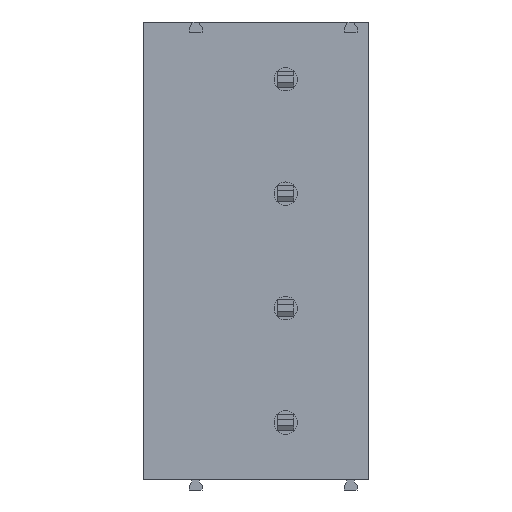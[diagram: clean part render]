
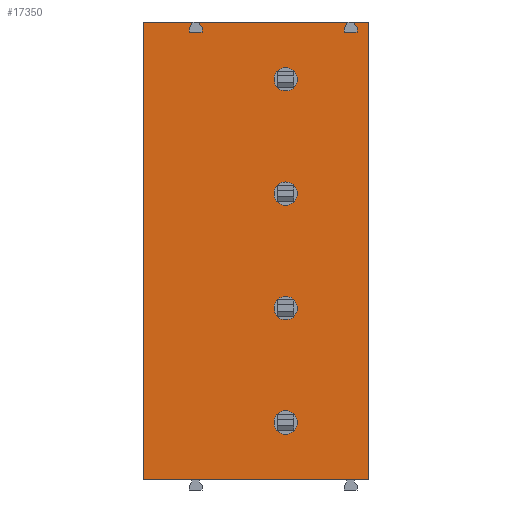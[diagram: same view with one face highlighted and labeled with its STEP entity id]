
A CAD part, front view. The second image highlights one B-rep face of the part: STEP entity #17350.
In plain terms, the highlighted planar face has unit normal (0, -1, 0).
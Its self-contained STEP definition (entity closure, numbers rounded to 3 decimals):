
#10220=CARTESIAN_POINT('',(36.252,29.667,0.));
#10230=VERTEX_POINT('',#10220);
#10380=CARTESIAN_POINT('',(36.252,29.667,25.4));
#10390=VERTEX_POINT('',#10380);
#10420=CARTESIAN_POINT('',(36.252,29.667,0.));
#10430=DIRECTION('',(0.,0.,1.));
#10440=VECTOR('',#10430,1.);
#10450=LINE('',#10420,#10440);
#10460=EDGE_CURVE('',#10230,#10390,#10450,.T.);
#15250=CARTESIAN_POINT('',(40.678,29.667,16.13))
;
#15260=DIRECTION('',(0.,-1.,0.));
#15270=DIRECTION('',(1.,0.,0.));
#15280=AXIS2_PLACEMENT_3D('',#15250,#15260,#15270);
#15290=PLANE('',#15280);
#15300=CARTESIAN_POINT('',(44.152,29.667,15.875));
#15310=DIRECTION('',(0.,-1.,0.));
#15320=DIRECTION('',(1.,0.,0.));
#15330=AXIS2_PLACEMENT_3D('',#15300,#15310,#15320);
#15340=CIRCLE('',#15330,0.65);
#15350=CARTESIAN_POINT('',(44.802,29.667,15.875));
#15360=VERTEX_POINT('',#15350);
#15370=CARTESIAN_POINT('',(43.502,29.667,15.875));
#15380=VERTEX_POINT('',#15370);
#15390=EDGE_CURVE('',#15360,#15380,#15340,.T.);
#15400=ORIENTED_EDGE('',*,*,#15390,.F.);
#15410=EDGE_CURVE('',#15380,#15360,#15340,.T.);
#15420=ORIENTED_EDGE('',*,*,#15410,.F.);
#15430=EDGE_LOOP('',(#15420,#15400));
#15440=FACE_BOUND('',#15430,.T.);
#15450=CARTESIAN_POINT('',(44.152,29.667,22.225));
#15460=DIRECTION('',(0.,-1.,0.));
#15470=DIRECTION('',(1.,0.,0.));
#15480=AXIS2_PLACEMENT_3D('',#15450,#15460,#15470);
#15490=CIRCLE('',#15480,0.65);
#15500=CARTESIAN_POINT('',(44.802,29.667,22.225));
#15510=VERTEX_POINT('',#15500);
#15520=CARTESIAN_POINT('',(43.502,29.667,22.225));
#15530=VERTEX_POINT('',#15520);
#15540=EDGE_CURVE('',#15510,#15530,#15490,.T.);
#15550=ORIENTED_EDGE('',*,*,#15540,.F.);
#15560=EDGE_CURVE('',#15530,#15510,#15490,.T.);
#15570=ORIENTED_EDGE('',*,*,#15560,.F.);
#15580=EDGE_LOOP('',(#15570,#15550));
#15590=FACE_BOUND('',#15580,.T.);
#15600=CARTESIAN_POINT('',(44.152,29.667,3.175));
#15610=DIRECTION('',(0.,-1.,0.));
#15620=DIRECTION('',(1.,0.,0.));
#15630=AXIS2_PLACEMENT_3D('',#15600,#15610,#15620);
#15640=CIRCLE('',#15630,0.65);
#15650=CARTESIAN_POINT('',(44.802,29.667,3.175));
#15660=VERTEX_POINT('',#15650);
#15670=CARTESIAN_POINT('',(43.502,29.667,3.175));
#15680=VERTEX_POINT('',#15670);
#15690=EDGE_CURVE('',#15660,#15680,#15640,.T.);
#15700=ORIENTED_EDGE('',*,*,#15690,.F.);
#15710=EDGE_CURVE('',#15680,#15660,#15640,.T.);
#15720=ORIENTED_EDGE('',*,*,#15710,.F.);
#15730=EDGE_LOOP('',(#15720,#15700));
#15740=FACE_BOUND('',#15730,.T.);
#15750=CARTESIAN_POINT('',(44.152,29.667,9.525));
#15760=DIRECTION('',(0.,-1.,0.));
#15770=DIRECTION('',(1.,0.,0.));
#15780=AXIS2_PLACEMENT_3D('',#15750,#15760,#15770);
#15790=CIRCLE('',#15780,0.65);
#15800=CARTESIAN_POINT('',(44.802,29.667,9.525));
#15810=VERTEX_POINT('',#15800);
#15820=CARTESIAN_POINT('',(43.502,29.667,9.525));
#15830=VERTEX_POINT('',#15820);
#15840=EDGE_CURVE('',#15810,#15830,#15790,.T.);
#15850=ORIENTED_EDGE('',*,*,#15840,.F.);
#15860=EDGE_CURVE('',#15830,#15810,#15790,.T.);
#15870=ORIENTED_EDGE('',*,*,#15860,.F.);
#15880=EDGE_LOOP('',(#15870,#15850));
#15890=FACE_BOUND('',#15880,.T.);
#15900=CARTESIAN_POINT('',(0.,29.667,0.));
#15910=DIRECTION('',(-1.,0.,0.));
#15920=VECTOR('',#15910,1.);
#15930=LINE('',#15900,#15920);
#15940=CARTESIAN_POINT('',(48.752,29.667,0.));
#15950=VERTEX_POINT('',#15940);
#15960=EDGE_CURVE('',#15950,#10230,#15930,.T.);
#15970=ORIENTED_EDGE('',*,*,#15960,.F.);
#15980=ORIENTED_EDGE('',*,*,#10460,.F.);
#15990=CARTESIAN_POINT('',(0.,29.667,25.4));
#16000=DIRECTION('',(-1.,0.,0.));
#16010=VECTOR('',#16000,1.);
#16020=LINE('',#15990,#16010);
#16030=CARTESIAN_POINT('',(38.945,29.667,25.4));
#16040=VERTEX_POINT('',#16030);
#16050=EDGE_CURVE('',#16040,#10390,#16020,.T.);
#16060=ORIENTED_EDGE('',*,*,#16050,.T.);
#16070=CARTESIAN_POINT('',(38.945,29.667,6.35));
#16080=DIRECTION('',(0.,0.,-1.));
#16090=VECTOR('',#16080,1.);
#16100=LINE('',#16070,#16090);
#16110=CARTESIAN_POINT('',(38.945,29.667,25.271));
#16120=VERTEX_POINT('',#16110);
#16130=EDGE_CURVE('',#16040,#16120,#16100,.T.);
#16140=ORIENTED_EDGE('',*,*,#16130,.F.);
#16150=CARTESIAN_POINT('',(23.035,29.667,6.35))
;
#16160=DIRECTION('',(-0.644,0.,-0.765));
#16170=VECTOR('',#16160,1.);
#16180=LINE('',#16150,#16170);
#16190=CARTESIAN_POINT('',(38.795,29.667,25.093))
;
#16200=VERTEX_POINT('',#16190);
#16210=EDGE_CURVE('',#16120,#16200,#16180,.T.);
#16220=ORIENTED_EDGE('',*,*,#16210,.F.);
#16230=CARTESIAN_POINT('',(38.795,29.667,6.35))
;
#16240=DIRECTION('',(0.,0.,-1.));
#16250=VECTOR('',#16240,1.);
#16260=LINE('',#16230,#16250);
#16270=CARTESIAN_POINT('',(38.795,29.667,24.83))
;
#16280=VERTEX_POINT('',#16270);
#16290=EDGE_CURVE('',#16200,#16280,#16260,.T.);
#16300=ORIENTED_EDGE('',*,*,#16290,.F.);
#16310=CARTESIAN_POINT('',(0.,29.667,24.83));
#16320=DIRECTION('',(1.,0.,0.));
#16330=VECTOR('',#16320,1.);
#16340=LINE('',#16310,#16330);
#16350=CARTESIAN_POINT('',(39.509,29.667,24.83))
;
#16360=VERTEX_POINT('',#16350);
#16370=EDGE_CURVE('',#16280,#16360,#16340,.T.);
#16380=ORIENTED_EDGE('',*,*,#16370,.F.);
#16390=CARTESIAN_POINT('',(39.509,29.667,6.35))
;
#16400=DIRECTION('',(0.,0.,1.));
#16410=VECTOR('',#16400,1.);
#16420=LINE('',#16390,#16410);
#16430=CARTESIAN_POINT('',(39.509,29.667,25.093))
;
#16440=VERTEX_POINT('',#16430);
#16450=EDGE_CURVE('',#16360,#16440,#16420,.T.);
#16460=ORIENTED_EDGE('',*,*,#16450,.F.);
#16470=CARTESIAN_POINT('',(55.27,29.667,6.35))
;
#16480=DIRECTION('',(-0.644,0.,0.765));
#16490=VECTOR('',#16480,1.);
#16500=LINE('',#16470,#16490);
#16510=CARTESIAN_POINT('',(39.359,29.667,25.271));
#16520=VERTEX_POINT('',#16510);
#16530=EDGE_CURVE('',#16440,#16520,#16500,.T.);
#16540=ORIENTED_EDGE('',*,*,#16530,.F.);
#16550=CARTESIAN_POINT('',(39.359,29.667,6.35))
;
#16560=DIRECTION('',(0.,0.,1.));
#16570=VECTOR('',#16560,1.);
#16580=LINE('',#16550,#16570);
#16590=CARTESIAN_POINT('',(39.359,29.667,25.4));
#16600=VERTEX_POINT('',#16590);
#16610=EDGE_CURVE('',#16520,#16600,#16580,.T.);
#16620=ORIENTED_EDGE('',*,*,#16610,.F.);
#16630=CARTESIAN_POINT('',(47.545,29.667,25.4));
#16640=VERTEX_POINT('',#16630);
#16650=EDGE_CURVE('',#16640,#16600,#16020,.T.);
#16660=ORIENTED_EDGE('',*,*,#16650,.T.);
#16670=CARTESIAN_POINT('',(47.545,29.667,6.35));
#16680=DIRECTION('',(0.,0.,-1.));
#16690=VECTOR('',#16680,1.);
#16700=LINE('',#16670,#16690);
#16710=CARTESIAN_POINT('',(47.545,29.667,25.271));
#16720=VERTEX_POINT('',#16710);
#16730=EDGE_CURVE('',#16640,#16720,#16700,.T.);
#16740=ORIENTED_EDGE('',*,*,#16730,.F.);
#16750=CARTESIAN_POINT('',(31.635,29.667,6.35))
;
#16760=DIRECTION('',(-0.644,0.,-0.765));
#16770=VECTOR('',#16760,1.);
#16780=LINE('',#16750,#16770);
#16790=CARTESIAN_POINT('',(47.395,29.667,25.093))
;
#16800=VERTEX_POINT('',#16790);
#16810=EDGE_CURVE('',#16720,#16800,#16780,.T.);
#16820=ORIENTED_EDGE('',*,*,#16810,.F.);
#16830=CARTESIAN_POINT('',(47.395,29.667,6.35))
;
#16840=DIRECTION('',(0.,0.,-1.));
#16850=VECTOR('',#16840,1.);
#16860=LINE('',#16830,#16850);
#16870=CARTESIAN_POINT('',(47.395,29.667,24.83))
;
#16880=VERTEX_POINT('',#16870);
#16890=EDGE_CURVE('',#16800,#16880,#16860,.T.);
#16900=ORIENTED_EDGE('',*,*,#16890,.F.);
#16910=CARTESIAN_POINT('',(0.,29.667,24.83));
#16920=DIRECTION('',(1.,0.,0.));
#16930=VECTOR('',#16920,1.);
#16940=LINE('',#16910,#16930);
#16950=CARTESIAN_POINT('',(48.109,29.667,24.83))
;
#16960=VERTEX_POINT('',#16950);
#16970=EDGE_CURVE('',#16880,#16960,#16940,.T.);
#16980=ORIENTED_EDGE('',*,*,#16970,.F.);
#16990=CARTESIAN_POINT('',(48.109,29.667,6.35))
;
#17000=DIRECTION('',(0.,0.,1.));
#17010=VECTOR('',#17000,1.);
#17020=LINE('',#16990,#17010);
#17030=CARTESIAN_POINT('',(48.109,29.667,25.093))
;
#17040=VERTEX_POINT('',#17030);
#17050=EDGE_CURVE('',#16960,#17040,#17020,.T.);
#17060=ORIENTED_EDGE('',*,*,#17050,.F.);
#17070=CARTESIAN_POINT('',(63.87,29.667,6.35))
;
#17080=DIRECTION('',(-0.644,0.,0.765));
#17090=VECTOR('',#17080,1.);
#17100=LINE('',#17070,#17090);
#17110=CARTESIAN_POINT('',(47.959,29.667,25.271));
#17120=VERTEX_POINT('',#17110);
#17130=EDGE_CURVE('',#17040,#17120,#17100,.T.);
#17140=ORIENTED_EDGE('',*,*,#17130,.F.);
#17150=CARTESIAN_POINT('',(47.959,29.667,6.35))
;
#17160=DIRECTION('',(0.,0.,1.));
#17170=VECTOR('',#17160,1.);
#17180=LINE('',#17150,#17170);
#17190=CARTESIAN_POINT('',(47.959,29.667,25.4));
#17200=VERTEX_POINT('',#17190);
#17210=EDGE_CURVE('',#17120,#17200,#17180,.T.);
#17220=ORIENTED_EDGE('',*,*,#17210,.F.);
#17230=CARTESIAN_POINT('',(48.752,29.667,25.4));
#17240=VERTEX_POINT('',#17230);
#17250=EDGE_CURVE('',#17240,#17200,#16020,.T.);
#17260=ORIENTED_EDGE('',*,*,#17250,.T.);
#17270=CARTESIAN_POINT('',(48.752,29.667,12.7));
#17280=DIRECTION('',(0.,0.,-1.));
#17290=VECTOR('',#17280,1.);
#17300=LINE('',#17270,#17290);
#17310=EDGE_CURVE('',#17240,#15950,#17300,.T.);
#17320=ORIENTED_EDGE('',*,*,#17310,.F.);
#17330=EDGE_LOOP('',(#17320,#17260,#17220,#17140,#17060,#16980,#16900,
#16820,#16740,#16660,#16620,#16540,#16460,#16380,#16300,#16220,#16140,
#16060,#15980,#15970));
#17340=FACE_OUTER_BOUND('',#17330,.T.);
#17350=ADVANCED_FACE('',(#15440,#15590,#15740,#15890,#17340),#15290,.T.)
;
